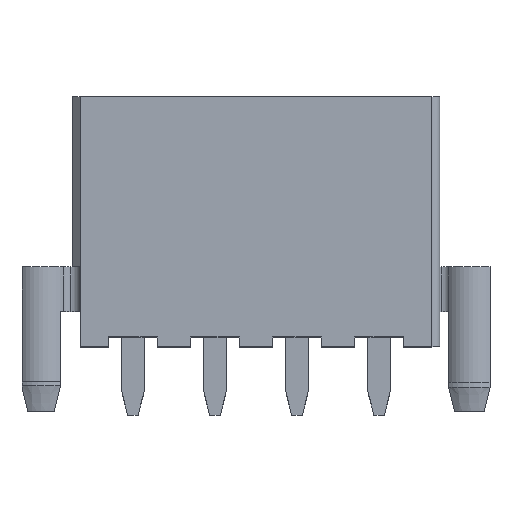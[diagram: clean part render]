
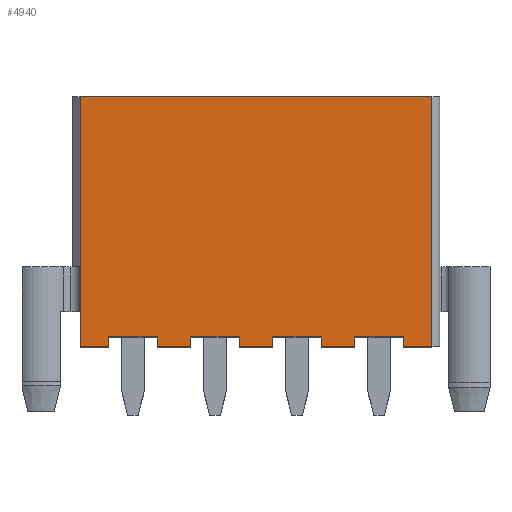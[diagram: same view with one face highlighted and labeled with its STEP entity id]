
A CAD part, top view. The second image highlights one B-rep face of the part: STEP entity #4940.
In plain terms, the highlighted planar face has unit normal (0, 0, 1).
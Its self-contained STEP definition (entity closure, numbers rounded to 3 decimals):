
#9=DIRECTION('',(0.,-1.,0.));
#10=VECTOR('',#9,12.8);
#11=CARTESIAN_POINT('',(-9.,12.8,4.8));
#12=LINE('',#11,#10);
#463=DIRECTION('',(0.,-1.,0.));
#464=VECTOR('',#463,12.8);
#465=CARTESIAN_POINT('',(9.,12.8,4.8));
#466=LINE('',#465,#464);
#487=DIRECTION('',(1.,0.,0.));
#488=VECTOR('',#487,1.45);
#489=CARTESIAN_POINT('',(7.55,0.,4.8));
#490=LINE('',#489,#488);
#500=DIRECTION('',(1.,0.,0.));
#501=VECTOR('',#500,1.45);
#502=CARTESIAN_POINT('',(-9.,0.,4.8));
#503=LINE('',#502,#501);
#516=DIRECTION('',(1.,0.,0.));
#517=VECTOR('',#516,1.7);
#518=CARTESIAN_POINT('',(3.35,0.,4.8));
#519=LINE('',#518,#517);
#592=DIRECTION('',(1.,0.,0.));
#593=VECTOR('',#592,1.7);
#594=CARTESIAN_POINT('',(-0.85,0.,4.8));
#595=LINE('',#594,#593);
#668=DIRECTION('',(1.,0.,0.));
#669=VECTOR('',#668,1.7);
#670=CARTESIAN_POINT('',(-5.05,0.,4.8));
#671=LINE('',#670,#669);
#816=DIRECTION('',(0.,1.,0.));
#817=VECTOR('',#816,0.5);
#818=CARTESIAN_POINT('',(-7.55,0.,4.8));
#819=LINE('',#818,#817);
#820=DIRECTION('',(1.,0.,0.));
#821=VECTOR('',#820,18.);
#822=CARTESIAN_POINT('',(-9.,12.8,4.8));
#823=LINE('',#822,#821);
#824=DIRECTION('',(0.,1.,0.));
#825=VECTOR('',#824,0.5);
#826=CARTESIAN_POINT('',(7.55,0.,4.8));
#827=LINE('',#826,#825);
#828=DIRECTION('',(-1.,0.,0.));
#829=VECTOR('',#828,2.5);
#830=CARTESIAN_POINT('',(7.55,0.5,4.8));
#831=LINE('',#830,#829);
#832=DIRECTION('',(0.,1.,0.));
#833=VECTOR('',#832,0.5);
#834=CARTESIAN_POINT('',(5.05,0.,4.8));
#835=LINE('',#834,#833);
#836=DIRECTION('',(0.,1.,0.));
#837=VECTOR('',#836,0.5);
#838=CARTESIAN_POINT('',(3.35,0.,4.8));
#839=LINE('',#838,#837);
#840=DIRECTION('',(-1.,0.,0.));
#841=VECTOR('',#840,2.5);
#842=CARTESIAN_POINT('',(3.35,0.5,4.8));
#843=LINE('',#842,#841);
#844=DIRECTION('',(0.,1.,0.));
#845=VECTOR('',#844,0.5);
#846=CARTESIAN_POINT('',(0.85,0.,4.8));
#847=LINE('',#846,#845);
#848=DIRECTION('',(0.,1.,0.));
#849=VECTOR('',#848,0.5);
#850=CARTESIAN_POINT('',(-0.85,0.,4.8));
#851=LINE('',#850,#849);
#852=DIRECTION('',(-1.,0.,0.));
#853=VECTOR('',#852,2.5);
#854=CARTESIAN_POINT('',(-0.85,0.5,4.8));
#855=LINE('',#854,#853);
#856=DIRECTION('',(0.,1.,0.));
#857=VECTOR('',#856,0.5);
#858=CARTESIAN_POINT('',(-3.35,0.,4.8));
#859=LINE('',#858,#857);
#860=DIRECTION('',(0.,1.,0.));
#861=VECTOR('',#860,0.5);
#862=CARTESIAN_POINT('',(-5.05,0.,4.8));
#863=LINE('',#862,#861);
#864=DIRECTION('',(-1.,0.,0.));
#865=VECTOR('',#864,2.5);
#866=CARTESIAN_POINT('',(-5.05,0.5,4.8));
#867=LINE('',#866,#865);
#3143=CARTESIAN_POINT('',(-9.,12.8,4.8));
#3144=CARTESIAN_POINT('',(-9.,0.,4.8));
#3145=VERTEX_POINT('',#3143);
#3146=VERTEX_POINT('',#3144);
#3151=CARTESIAN_POINT('',(9.,12.8,4.8));
#3152=CARTESIAN_POINT('',(9.,0.,4.8));
#3153=VERTEX_POINT('',#3151);
#3154=VERTEX_POINT('',#3152);
#3313=CARTESIAN_POINT('',(7.55,0.,4.8));
#3315=VERTEX_POINT('',#3313);
#3323=CARTESIAN_POINT('',(5.05,0.,4.8));
#3324=CARTESIAN_POINT('',(5.05,0.5,4.8));
#3325=VERTEX_POINT('',#3323);
#3326=VERTEX_POINT('',#3324);
#3327=CARTESIAN_POINT('',(7.55,0.5,4.8));
#3328=VERTEX_POINT('',#3327);
#3603=CARTESIAN_POINT('',(0.85,0.,4.8));
#3604=CARTESIAN_POINT('',(0.85,0.5,4.8));
#3605=VERTEX_POINT('',#3603);
#3606=VERTEX_POINT('',#3604);
#3607=CARTESIAN_POINT('',(3.35,0.,4.8));
#3608=CARTESIAN_POINT('',(3.35,0.5,4.8));
#3609=VERTEX_POINT('',#3607);
#3610=VERTEX_POINT('',#3608);
#3619=CARTESIAN_POINT('',(-3.35,0.,4.8));
#3620=CARTESIAN_POINT('',(-3.35,0.5,4.8));
#3621=VERTEX_POINT('',#3619);
#3622=VERTEX_POINT('',#3620);
#3623=CARTESIAN_POINT('',(-0.85,0.,4.8));
#3624=CARTESIAN_POINT('',(-0.85,0.5,4.8));
#3625=VERTEX_POINT('',#3623);
#3626=VERTEX_POINT('',#3624);
#3723=CARTESIAN_POINT('',(-7.55,0.,4.8));
#3725=VERTEX_POINT('',#3723);
#3733=CARTESIAN_POINT('',(-7.55,0.5,4.8));
#3734=VERTEX_POINT('',#3733);
#3735=CARTESIAN_POINT('',(-5.05,0.,4.8));
#3736=CARTESIAN_POINT('',(-5.05,0.5,4.8));
#3737=VERTEX_POINT('',#3735);
#3738=VERTEX_POINT('',#3736);
#4902=CARTESIAN_POINT('',(-9.,12.8,4.8));
#4903=DIRECTION('',(0.,0.,1.));
#4904=DIRECTION('',(0.,-1.,0.));
#4905=AXIS2_PLACEMENT_3D('',#4902,#4903,#4904);
#4906=PLANE('',#4905);
#4907=ORIENTED_EDGE('',*,*,#4894,.F.);
#4908=ORIENTED_EDGE('',*,*,#4676,.F.);
#4909=ORIENTED_EDGE('',*,*,#4128,.F.);
#4911=ORIENTED_EDGE('',*,*,#4910,.T.);
#4912=ORIENTED_EDGE('',*,*,#4641,.T.);
#4913=ORIENTED_EDGE('',*,*,#4655,.F.);
#4914=ORIENTED_EDGE('',*,*,#4835,.T.);
#4916=ORIENTED_EDGE('',*,*,#4915,.T.);
#4918=ORIENTED_EDGE('',*,*,#4917,.F.);
#4919=ORIENTED_EDGE('',*,*,#4692,.F.);
#4921=ORIENTED_EDGE('',*,*,#4920,.T.);
#4923=ORIENTED_EDGE('',*,*,#4922,.T.);
#4925=ORIENTED_EDGE('',*,*,#4924,.F.);
#4926=ORIENTED_EDGE('',*,*,#4740,.F.);
#4928=ORIENTED_EDGE('',*,*,#4927,.T.);
#4930=ORIENTED_EDGE('',*,*,#4929,.T.);
#4932=ORIENTED_EDGE('',*,*,#4931,.F.);
#4933=ORIENTED_EDGE('',*,*,#4788,.F.);
#4935=ORIENTED_EDGE('',*,*,#4934,.T.);
#4937=ORIENTED_EDGE('',*,*,#4936,.T.);
#4938=EDGE_LOOP('',(#4907,#4908,#4909,#4911,#4912,#4913,#4914,#4916,#4918,#4919,
#4921,#4923,#4925,#4926,#4928,#4930,#4932,#4933,#4935,#4937));
#4939=FACE_OUTER_BOUND('',#4938,.F.);
#4940=ADVANCED_FACE('',(#4939),#4906,.T.);
#4128=EDGE_CURVE('',#3145,#3146,#12,.T.);
#4641=EDGE_CURVE('',#3153,#3154,#466,.T.);
#4655=EDGE_CURVE('',#3315,#3154,#490,.T.);
#4676=EDGE_CURVE('',#3146,#3725,#503,.T.);
#4692=EDGE_CURVE('',#3609,#3325,#519,.T.);
#4740=EDGE_CURVE('',#3625,#3605,#595,.T.);
#4788=EDGE_CURVE('',#3737,#3621,#671,.T.);
#4835=EDGE_CURVE('',#3315,#3328,#827,.T.);
#4894=EDGE_CURVE('',#3725,#3734,#819,.T.);
#4910=EDGE_CURVE('',#3145,#3153,#823,.T.);
#4915=EDGE_CURVE('',#3328,#3326,#831,.T.);
#4917=EDGE_CURVE('',#3325,#3326,#835,.T.);
#4920=EDGE_CURVE('',#3609,#3610,#839,.T.);
#4922=EDGE_CURVE('',#3610,#3606,#843,.T.);
#4924=EDGE_CURVE('',#3605,#3606,#847,.T.);
#4927=EDGE_CURVE('',#3625,#3626,#851,.T.);
#4929=EDGE_CURVE('',#3626,#3622,#855,.T.);
#4931=EDGE_CURVE('',#3621,#3622,#859,.T.);
#4934=EDGE_CURVE('',#3737,#3738,#863,.T.);
#4936=EDGE_CURVE('',#3738,#3734,#867,.T.);
